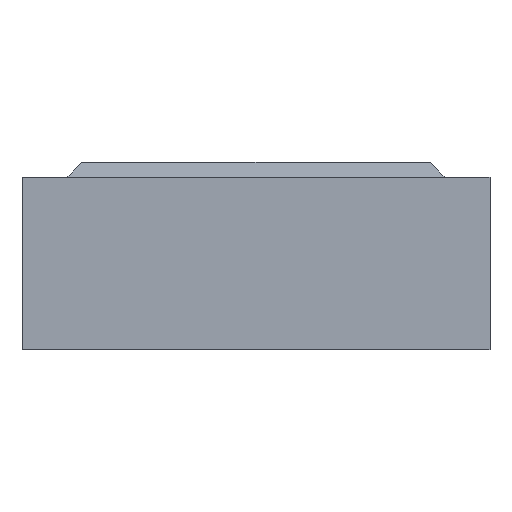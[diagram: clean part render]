
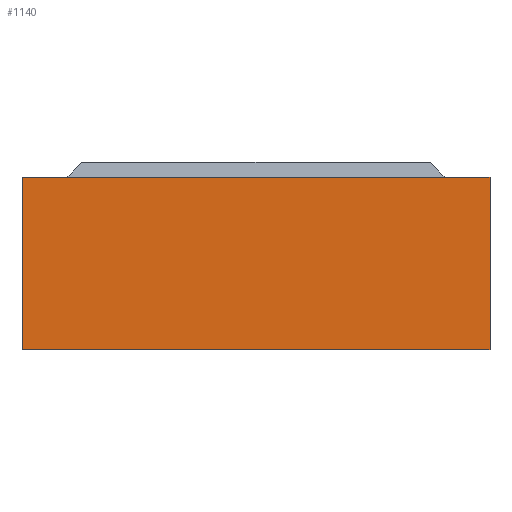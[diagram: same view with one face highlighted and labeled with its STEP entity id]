
A CAD part, left-side view. The second image highlights one B-rep face of the part: STEP entity #1140.
In plain terms, the highlighted planar face has unit normal (-1, 0, 0).
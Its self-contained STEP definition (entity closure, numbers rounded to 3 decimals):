
#18 = LINE ( 'NONE', #766, #332 ) ;
#29 = PLANE ( 'NONE',  #247 ) ;
#58 = ORIENTED_EDGE ( 'NONE', *, *, #1176, .F. ) ;
#71 = EDGE_CURVE ( 'NONE', #224, #1137, #900, .T. ) ;
#112 = EDGE_CURVE ( 'NONE', #1137, #489, #747, .T. ) ;
#216 = LINE ( 'NONE', #929, #1131 ) ;
#224 = VERTEX_POINT ( 'NONE', #890 ) ;
#243 = EDGE_LOOP ( 'NONE', ( #58, #478, #685, #409 ) ) ;
#247 = AXIS2_PLACEMENT_3D ( 'NONE', #657, #440, #752 ) ;
#324 = DIRECTION ( 'NONE',  ( 0., 0., -1. ) ) ;
#332 = VECTOR ( 'NONE', #755, 1000. ) ;
#409 = ORIENTED_EDGE ( 'NONE', *, *, #112, .T. ) ;
#431 = CARTESIAN_POINT ( 'NONE',  ( -1., -0.625, 0.46 ) ) ;
#440 = DIRECTION ( 'NONE',  ( 1., 0., 0. ) ) ;
#459 = DIRECTION ( 'NONE',  ( 0., -1., 0. ) ) ;
#472 = VECTOR ( 'NONE', #861, 1000. ) ;
#478 = ORIENTED_EDGE ( 'NONE', *, *, #1096, .T. ) ;
#489 = VERTEX_POINT ( 'NONE', #431 ) ;
#628 = VECTOR ( 'NONE', #459, 1000. ) ;
#648 = CARTESIAN_POINT ( 'NONE',  ( -1., -0.625, 0. ) ) ;
#657 = CARTESIAN_POINT ( 'NONE',  ( -1., -0.625, 0.5 ) ) ;
#685 = ORIENTED_EDGE ( 'NONE', *, *, #71, .T. ) ;
#747 = LINE ( 'NONE', #874, #472 ) ;
#752 = DIRECTION ( 'NONE',  ( 0., 0., -1. ) ) ;
#755 = DIRECTION ( 'NONE',  ( 0., -1., 0. ) ) ;
#766 = CARTESIAN_POINT ( 'NONE',  ( -1., -0.625, 0.46 ) ) ;
#861 = DIRECTION ( 'NONE',  ( 0., 0., 1. ) ) ;
#874 = CARTESIAN_POINT ( 'NONE',  ( -1., -0.625, 0.5 ) ) ;
#888 = VERTEX_POINT ( 'NONE', #901 ) ;
#890 = CARTESIAN_POINT ( 'NONE',  ( -1., 0.625, 0. ) ) ;
#900 = LINE ( 'NONE', #1051, #628 ) ;
#901 = CARTESIAN_POINT ( 'NONE',  ( -1., 0.625, 0.46 ) ) ;
#929 = CARTESIAN_POINT ( 'NONE',  ( -1., 0.625, 0.5 ) ) ;
#1051 = CARTESIAN_POINT ( 'NONE',  ( -1., 0., 0. ) ) ;
#1096 = EDGE_CURVE ( 'NONE', #888, #224, #216, .T. ) ;
#1131 = VECTOR ( 'NONE', #324, 1000. ) ;
#1137 = VERTEX_POINT ( 'NONE', #648 ) ;
#1140 = ADVANCED_FACE ( 'NONE', ( #1211 ), #29, .F. ) ;
#1176 = EDGE_CURVE ( 'NONE', #888, #489, #18, .T. ) ;
#1211 = FACE_OUTER_BOUND ( 'NONE', #243, .T. ) ;
